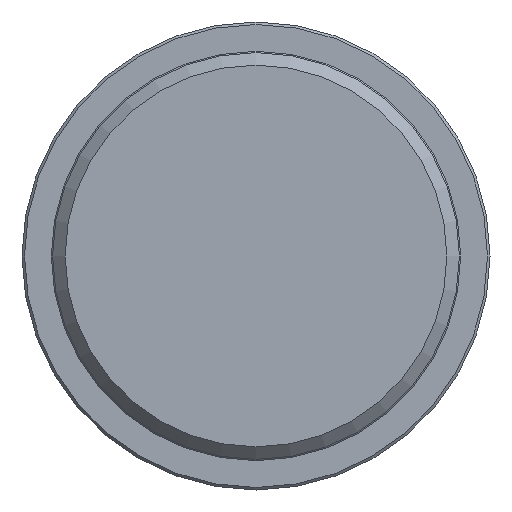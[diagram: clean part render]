
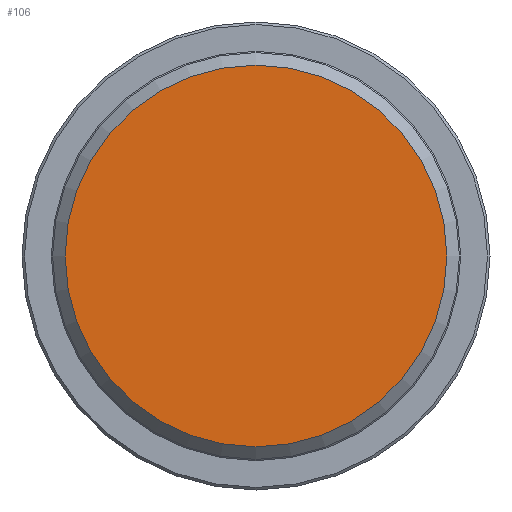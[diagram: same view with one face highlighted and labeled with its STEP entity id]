
A CAD part, front view. The second image highlights one B-rep face of the part: STEP entity #106.
In plain terms, the highlighted planar face has unit normal (0, -1, 0).
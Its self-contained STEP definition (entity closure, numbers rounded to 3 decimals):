
#106 = ADVANCED_FACE( '', ( #225 ), #226, .F. );
#225 = FACE_OUTER_BOUND( '', #350, .T. );
#226 = PLANE( '', #351 );
#350 = EDGE_LOOP( '', ( #571 ) );
#351 = AXIS2_PLACEMENT_3D( '', #572, #573, #574 );
#571 = ORIENTED_EDGE( '', *, *, #729, .T. );
#572 = CARTESIAN_POINT( '', ( 22.423, -16., 0. ) );
#573 = DIRECTION( '', ( 0., 1., 0. ) );
#574 = DIRECTION( '', ( 0., 0., 1. ) );
#729 = EDGE_CURVE( '', #863, #863, #864, .T. );
#863 = VERTEX_POINT( '', #1047 );
#864 = CIRCLE( '', #1048, 22.423 );
#1047 = CARTESIAN_POINT( '', ( 0., -16., -22.423 ) );
#1048 = AXIS2_PLACEMENT_3D( '', #1190, #1191, #1192 );
#1190 = CARTESIAN_POINT( '', ( 0., -16., 0. ) );
#1191 = DIRECTION( '', ( 0., -1., 0. ) );
#1192 = DIRECTION( '', ( 0., 0., -1. ) );
